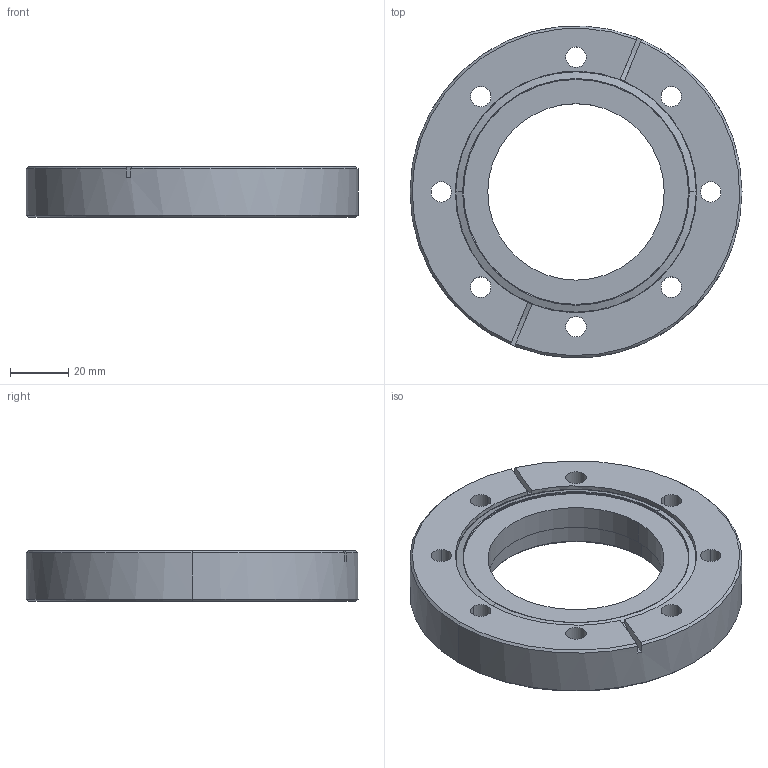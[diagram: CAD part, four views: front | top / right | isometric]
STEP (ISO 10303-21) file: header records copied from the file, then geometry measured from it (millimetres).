
FILE_DESCRIPTION (( 'STEP AP214' ), '1' );
FILE_NAME ('1112226 rev 1.STEP', '2017-03-06T16:44:49', ( '' ), ( '' ), 'SwSTEP 2.0', 'SolidWorks 2016', '' );
FILE_SCHEMA (( 'AUTOMOTIVE_DESIGN' ));
Length unit declared in the file: inch
Products named in the file (1): 1112226 rev 1
Bounding box: 113.54 x 113.54 x 17.27 mm (x, y, z)
Volume: 114085.6 mm3; surface area: 26543.2 mm2
Topology: 1 solids, 1 shells, 52 faces, 132 edges, 83 vertices
Faces by surface type: cylinder 28, cone 9, plane 9, torus 6
Entity records: 1887 total; most frequent: DIRECTION 309, CARTESIAN_POINT 292, ORIENTED_EDGE 264, AXIS2_PLACEMENT_3D 132, EDGE_CURVE 132, VERTEX_POINT 83, CIRCLE 79, EDGE_LOOP 71
